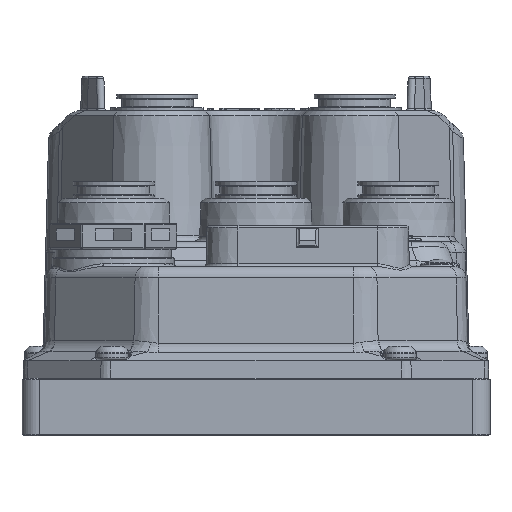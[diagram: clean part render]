
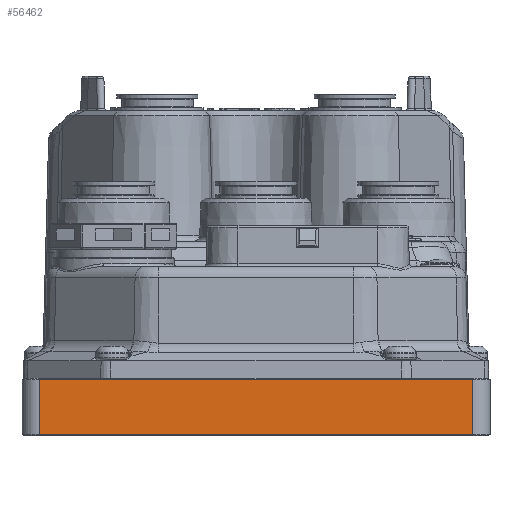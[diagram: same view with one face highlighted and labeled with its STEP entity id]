
A CAD part, left-side view. The second image highlights one B-rep face of the part: STEP entity #56462.
In plain terms, the highlighted planar face has unit normal (-1, 0, 0).
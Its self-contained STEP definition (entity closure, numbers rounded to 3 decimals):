
#2510=PLANE('',#60815);
#4596=FACE_OUTER_BOUND('',#8240,.T.);
#8240=EDGE_LOOP('',(#45059,#45060,#45061,#45062));
#16918=LINE('',#108804,#21173);
#16928=LINE('',#108831,#21183);
#16930=LINE('',#108837,#21185);
#16931=LINE('',#108838,#21186);
#21173=VECTOR('',#70425,10.);
#21183=VECTOR('',#70455,10.);
#21185=VECTOR('',#70461,10.);
#21186=VECTOR('',#70462,10.);
#25846=VERTEX_POINT('',#108797);
#25847=VERTEX_POINT('',#108801);
#25854=VERTEX_POINT('',#108830);
#25856=VERTEX_POINT('',#108836);
#32670=EDGE_CURVE('',#25846,#25847,#16918,.T.);
#32684=EDGE_CURVE('',#25847,#25854,#16928,.T.);
#32687=EDGE_CURVE('',#25856,#25846,#16930,.T.);
#32688=EDGE_CURVE('',#25854,#25856,#16931,.T.);
#45059=ORIENTED_EDGE('',*,*,#32670,.F.);
#45060=ORIENTED_EDGE('',*,*,#32687,.F.);
#45061=ORIENTED_EDGE('',*,*,#32688,.F.);
#45062=ORIENTED_EDGE('',*,*,#32684,.F.);
#56462=ADVANCED_FACE('',(#4596),#2510,.T.);
#60815=AXIS2_PLACEMENT_3D('',#108835,#70459,#70460);
#70425=DIRECTION('',(0.,-1.,0.));
#70455=DIRECTION('',(0.,0.,-1.));
#70459=DIRECTION('center_axis',(-1.,0.,0.));
#70460=DIRECTION('ref_axis',(0.,-1.,0.));
#70461=DIRECTION('',(0.,0.,1.));
#70462=DIRECTION('',(0.,1.,0.));
#108797=CARTESIAN_POINT('',(-15.7,37.3,0.023));
#108801=CARTESIAN_POINT('',(-15.7,-37.3,0.023));
#108804=CARTESIAN_POINT('',(-15.7,20.15,0.023));
#108830=CARTESIAN_POINT('',(-15.7,-37.3,-9.477));
#108831=CARTESIAN_POINT('',(-15.7,-37.3,-0.277));
#108835=CARTESIAN_POINT('Origin',(-15.7,40.3,-0.277));
#108836=CARTESIAN_POINT('',(-15.7,37.3,-9.477));
#108837=CARTESIAN_POINT('',(-15.7,37.3,-0.277));
#108838=CARTESIAN_POINT('',(-15.7,20.15,-9.477));
